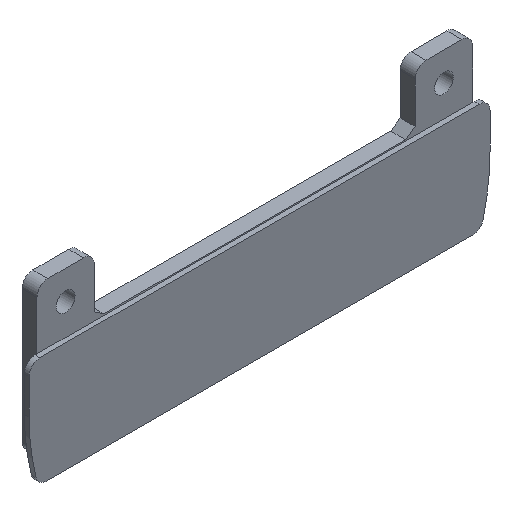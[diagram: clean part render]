
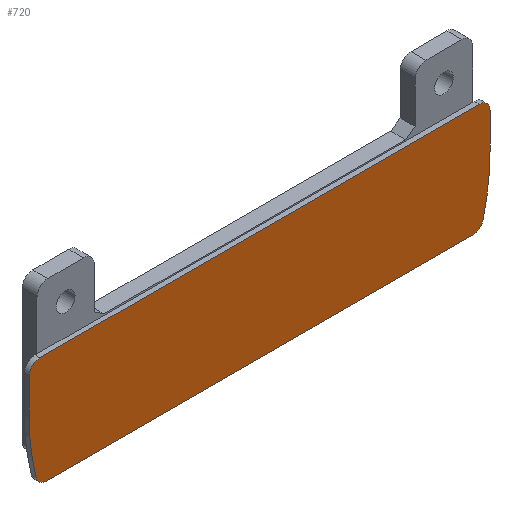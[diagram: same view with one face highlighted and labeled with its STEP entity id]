
A CAD part, isometric view. The second image highlights one B-rep face of the part: STEP entity #720.
In plain terms, the highlighted planar face has unit normal (0, -1, 0).
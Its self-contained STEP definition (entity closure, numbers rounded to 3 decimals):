
#53=CIRCLE('',#791,3.6);
#54=CIRCLE('',#792,77.);
#55=CIRCLE('',#793,3.6);
#56=CIRCLE('',#794,3.6);
#57=CIRCLE('',#795,77.);
#58=CIRCLE('',#796,3.6);
#74=FACE_OUTER_BOUND('',#120,.T.);
#120=EDGE_LOOP('',(#531,#532,#533,#534,#535,#536,#537,#538,#539,#540));
#183=LINE('',#1154,#257);
#184=LINE('',#1158,#258);
#185=LINE('',#1164,#259);
#186=LINE('',#1170,#260);
#257=VECTOR('',#915,10.);
#258=VECTOR('',#918,10.);
#259=VECTOR('',#923,10.);
#260=VECTOR('',#928,10.);
#343=VERTEX_POINT('',#1152);
#344=VERTEX_POINT('',#1153);
#345=VERTEX_POINT('',#1155);
#346=VERTEX_POINT('',#1157);
#347=VERTEX_POINT('',#1159);
#348=VERTEX_POINT('',#1161);
#349=VERTEX_POINT('',#1163);
#350=VERTEX_POINT('',#1165);
#351=VERTEX_POINT('',#1167);
#352=VERTEX_POINT('',#1169);
#417=EDGE_CURVE('',#343,#344,#183,.T.);
#418=EDGE_CURVE('',#343,#345,#53,.T.);
#419=EDGE_CURVE('',#345,#346,#184,.T.);
#420=EDGE_CURVE('',#346,#347,#54,.T.);
#421=EDGE_CURVE('',#347,#348,#55,.T.);
#422=EDGE_CURVE('',#348,#349,#185,.T.);
#423=EDGE_CURVE('',#349,#350,#56,.T.);
#424=EDGE_CURVE('',#350,#351,#57,.T.);
#425=EDGE_CURVE('',#351,#352,#186,.T.);
#426=EDGE_CURVE('',#352,#344,#58,.T.);
#531=ORIENTED_EDGE('',*,*,#417,.F.);
#532=ORIENTED_EDGE('',*,*,#418,.T.);
#533=ORIENTED_EDGE('',*,*,#419,.T.);
#534=ORIENTED_EDGE('',*,*,#420,.T.);
#535=ORIENTED_EDGE('',*,*,#421,.T.);
#536=ORIENTED_EDGE('',*,*,#422,.T.);
#537=ORIENTED_EDGE('',*,*,#423,.T.);
#538=ORIENTED_EDGE('',*,*,#424,.T.);
#539=ORIENTED_EDGE('',*,*,#425,.T.);
#540=ORIENTED_EDGE('',*,*,#426,.T.);
#696=PLANE('',#790);
#720=ADVANCED_FACE('',(#74),#696,.T.);
#790=AXIS2_PLACEMENT_3D('',#1151,#913,#914);
#791=AXIS2_PLACEMENT_3D('',#1156,#916,#917);
#792=AXIS2_PLACEMENT_3D('',#1160,#919,#920);
#793=AXIS2_PLACEMENT_3D('',#1162,#921,#922);
#794=AXIS2_PLACEMENT_3D('',#1166,#924,#925);
#795=AXIS2_PLACEMENT_3D('',#1168,#926,#927);
#796=AXIS2_PLACEMENT_3D('',#1171,#929,#930);
#913=DIRECTION('center_axis',(0.,-1.,0.));
#914=DIRECTION('ref_axis',(1.,0.,0.));
#915=DIRECTION('',(1.,0.,0.));
#916=DIRECTION('center_axis',(0.,-1.,0.));
#917=DIRECTION('ref_axis',(0.,0.,1.));
#918=DIRECTION('',(0.,0.,-1.));
#919=DIRECTION('center_axis',(0.,-1.,0.));
#920=DIRECTION('ref_axis',(-1.,0.,0.));
#921=DIRECTION('center_axis',(0.,-1.,0.));
#922=DIRECTION('ref_axis',(-0.97,0.,-0.243));
#923=DIRECTION('',(1.,0.,0.));
#924=DIRECTION('center_axis',(0.,-1.,0.));
#925=DIRECTION('ref_axis',(0.,0.,-1.));
#926=DIRECTION('center_axis',(0.,-1.,0.));
#927=DIRECTION('ref_axis',(0.97,0.,-0.243));
#928=DIRECTION('',(0.,0.,1.));
#929=DIRECTION('center_axis',(0.,-1.,0.));
#930=DIRECTION('ref_axis',(1.,0.,0.));
#1151=CARTESIAN_POINT('Origin',(0.,0.,0.));
#1152=CARTESIAN_POINT('',(-73.4,0.,18.4));
#1153=CARTESIAN_POINT('',(73.4,0.,18.4));
#1154=CARTESIAN_POINT('',(43.42,0.,18.4));
#1155=CARTESIAN_POINT('',(-77.,0.,14.8));
#1156=CARTESIAN_POINT('Origin',(-73.4,0.,
14.8));
#1157=CARTESIAN_POINT('',(-77.,0.,3.));
#1158=CARTESIAN_POINT('',(-77.,0.,14.8));
#1159=CARTESIAN_POINT('',(-74.702,0.,-15.673));
#1160=CARTESIAN_POINT('Origin',(0.,0.,
3.));
#1161=CARTESIAN_POINT('',(-71.209,0.,-18.4));
#1162=CARTESIAN_POINT('Origin',(-71.209,0.,
-14.8));
#1163=CARTESIAN_POINT('',(71.209,0.,-18.4));
#1164=CARTESIAN_POINT('',(-71.209,0.,-18.4));
#1165=CARTESIAN_POINT('',(74.702,0.,-15.673));
#1166=CARTESIAN_POINT('Origin',(71.209,0.,-14.8));
#1167=CARTESIAN_POINT('',(77.,0.,3.));
#1168=CARTESIAN_POINT('Origin',(0.,0.,
3.));
#1169=CARTESIAN_POINT('',(77.,0.,14.8));
#1170=CARTESIAN_POINT('',(77.,0.,3.));
#1171=CARTESIAN_POINT('Origin',(73.4,0.,14.8));
